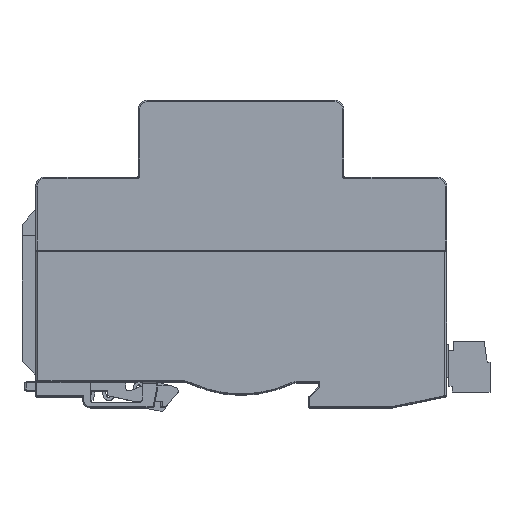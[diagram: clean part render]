
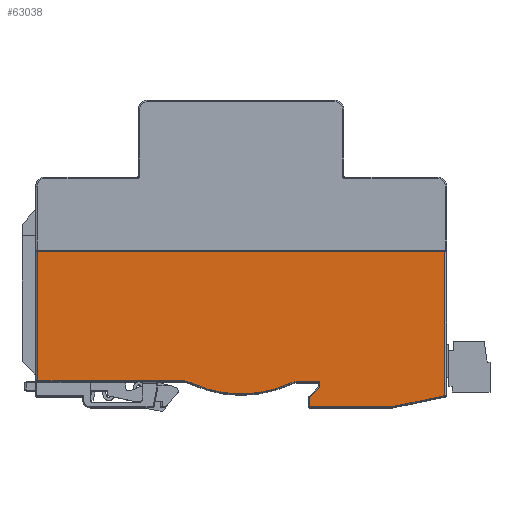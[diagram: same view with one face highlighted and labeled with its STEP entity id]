
A CAD part, top view. The second image highlights one B-rep face of the part: STEP entity #63038.
In plain terms, the highlighted planar face has unit normal (0, 0, 1).
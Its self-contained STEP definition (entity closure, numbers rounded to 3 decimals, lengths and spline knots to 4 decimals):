
#6649=LINE('',#106508,#13179);
#6650=LINE('',#106519,#13180);
#6651=LINE('',#106521,#13181);
#6652=LINE('',#106524,#13182);
#6653=LINE('',#106526,#13183);
#6654=LINE('',#106528,#13184);
#6655=LINE('',#106530,#13185);
#6656=LINE('',#106532,#13186);
#6657=LINE('',#106534,#13187);
#6658=LINE('',#106541,#13188);
#13179=VECTOR('',#81293,1.7779);
#13180=VECTOR('',#81306,0.1183);
#13181=VECTOR('',#81307,0.3128);
#13182=VECTOR('',#81310,0.1593);
#13183=VECTOR('',#81311,1.1768);
#13184=VECTOR('',#81312,3.16);
#13185=VECTOR('',#81313,8.9);
#13186=VECTOR('',#81314,2.83);
#13187=VECTOR('',#81315,3.1364);
#13188=VECTOR('',#81322,0.5159);
#18296=FACE_OUTER_BOUND('',#21797,.T.);
#21797=EDGE_LOOP('',(#53580,#53581,#53582,#53583,#53584,#53585,#53586,#53587,
#53588,#53589,#53590,#53591,#53592,#53593,#53594));
#23180=CIRCLE('',#67104,0.03);
#23183=CIRCLE('',#67108,0.03);
#23184=CIRCLE('',#67109,0.52);
#23185=CIRCLE('',#67110,2.6);
#23186=CIRCLE('',#67111,0.22);
#28686=VERTEX_POINT('',#106505);
#28687=VERTEX_POINT('',#106507);
#28688=VERTEX_POINT('',#106511);
#28690=VERTEX_POINT('',#106517);
#28691=VERTEX_POINT('',#106518);
#28692=VERTEX_POINT('',#106520);
#28693=VERTEX_POINT('',#106522);
#28694=VERTEX_POINT('',#106525);
#28695=VERTEX_POINT('',#106527);
#28696=VERTEX_POINT('',#106529);
#28697=VERTEX_POINT('',#106531);
#28698=VERTEX_POINT('',#106533);
#28699=VERTEX_POINT('',#106535);
#28700=VERTEX_POINT('',#106537);
#28701=VERTEX_POINT('',#106539);
#37094=EDGE_CURVE('',#28687,#28686,#6649,.T.);
#37096=EDGE_CURVE('',#28688,#28687,#23180,.T.);
#37099=EDGE_CURVE('',#28690,#28691,#6650,.T.);
#37100=EDGE_CURVE('',#28690,#28692,#6651,.T.);
#37101=EDGE_CURVE('',#28692,#28693,#23183,.T.);
#37102=EDGE_CURVE('',#28693,#28688,#6652,.T.);
#37103=EDGE_CURVE('',#28686,#28694,#6653,.T.);
#37104=EDGE_CURVE('',#28694,#28695,#6654,.T.);
#37105=EDGE_CURVE('',#28696,#28695,#6655,.T.);
#37106=EDGE_CURVE('',#28696,#28697,#6656,.T.);
#37107=EDGE_CURVE('',#28698,#28697,#6657,.T.);
#37108=EDGE_CURVE('',#28699,#28698,#23184,.T.);
#37109=EDGE_CURVE('',#28700,#28699,#23185,.T.);
#37110=EDGE_CURVE('',#28701,#28700,#23186,.T.);
#37111=EDGE_CURVE('',#28691,#28701,#6658,.T.);
#53580=ORIENTED_EDGE('',*,*,#37099,.F.);
#53581=ORIENTED_EDGE('',*,*,#37100,.T.);
#53582=ORIENTED_EDGE('',*,*,#37101,.T.);
#53583=ORIENTED_EDGE('',*,*,#37102,.T.);
#53584=ORIENTED_EDGE('',*,*,#37096,.T.);
#53585=ORIENTED_EDGE('',*,*,#37094,.T.);
#53586=ORIENTED_EDGE('',*,*,#37103,.T.);
#53587=ORIENTED_EDGE('',*,*,#37104,.T.);
#53588=ORIENTED_EDGE('',*,*,#37105,.F.);
#53589=ORIENTED_EDGE('',*,*,#37106,.T.);
#53590=ORIENTED_EDGE('',*,*,#37107,.F.);
#53591=ORIENTED_EDGE('',*,*,#37108,.F.);
#53592=ORIENTED_EDGE('',*,*,#37109,.F.);
#53593=ORIENTED_EDGE('',*,*,#37110,.F.);
#53594=ORIENTED_EDGE('',*,*,#37111,.F.);
#56806=PLANE('',#67107);
#63038=ADVANCED_FACE('',(#18296),#56806,.T.);
#67104=AXIS2_PLACEMENT_3D('',#106512,#81298,#81299);
#67107=AXIS2_PLACEMENT_3D('',#106516,#81304,#81305);
#67108=AXIS2_PLACEMENT_3D('',#106523,#81308,#81309);
#67109=AXIS2_PLACEMENT_3D('',#106536,#81316,#81317);
#67110=AXIS2_PLACEMENT_3D('',#106538,#81318,#81319);
#67111=AXIS2_PLACEMENT_3D('',#106540,#81320,#81321);
#81293=DIRECTION('',(1.,0.,0.));
#81298=DIRECTION('center_axis',(0.,0.,1.));
#81299=DIRECTION('ref_axis',(-1.,0.,0.));
#81304=DIRECTION('center_axis',(0.,0.,1.));
#81305=DIRECTION('ref_axis',(1.,0.,0.));
#81306=DIRECTION('',(0.,1.,0.));
#81307=DIRECTION('',(-0.707,-0.707,0.));
#81308=DIRECTION('center_axis',(0.,0.,1.));
#81309=DIRECTION('ref_axis',(-0.707,0.707,0.));
#81310=DIRECTION('',(0.,-1.,0.));
#81311=DIRECTION('',(0.979,0.204,0.));
#81312=DIRECTION('',(0.,1.,0.));
#81313=DIRECTION('',(1.,0.,0.));
#81314=DIRECTION('',(0.,-1.,0.));
#81315=DIRECTION('',(-1.,0.,0.));
#81316=DIRECTION('center_axis',(0.,0.,1.));
#81317=DIRECTION('ref_axis',(0.421,0.907,0.));
#81318=DIRECTION('center_axis',(0.,0.,-1.));
#81319=DIRECTION('ref_axis',(0.427,-0.904,0.));
#81320=DIRECTION('center_axis',(0.,0.,1.));
#81321=DIRECTION('ref_axis',(0.,1.,0.));
#81322=DIRECTION('',(-1.,0.,0.));
#106505=CARTESIAN_POINT('',(3.2979,-3.94,3.59));
#106507=CARTESIAN_POINT('',(1.52,-3.94,3.59));
#106508=CARTESIAN_POINT('',(1.52,-3.94,3.59));
#106511=CARTESIAN_POINT('',(1.49,-3.91,3.59));
#106512=CARTESIAN_POINT('Origin',(1.52,-3.91,3.59));
#106516=CARTESIAN_POINT('Origin',(0.,0.,3.59));
#106517=CARTESIAN_POINT('',(1.72,-3.5083,3.59));
#106518=CARTESIAN_POINT('',(1.72,-3.39,3.59));
#106519=CARTESIAN_POINT('',(1.72,-3.5083,3.59));
#106520=CARTESIAN_POINT('',(1.4988,-3.7295,3.59));
#106521=CARTESIAN_POINT('',(1.72,-3.5083,3.59));
#106522=CARTESIAN_POINT('',(1.49,-3.7507,3.59));
#106523=CARTESIAN_POINT('Origin',(1.52,-3.7507,3.59));
#106524=CARTESIAN_POINT('',(1.49,-3.7507,3.59));
#106525=CARTESIAN_POINT('',(4.45,-3.7,3.59));
#106526=CARTESIAN_POINT('',(3.2979,-3.94,3.59));
#106527=CARTESIAN_POINT('',(4.45,-0.54,3.59));
#106528=CARTESIAN_POINT('',(4.45,-3.7,3.59));
#106529=CARTESIAN_POINT('',(-4.45,-0.54,3.59));
#106530=CARTESIAN_POINT('',(-4.45,-0.54,3.59));
#106531=CARTESIAN_POINT('',(-4.45,-3.37,3.59));
#106532=CARTESIAN_POINT('',(-4.45,-0.54,3.59));
#106533=CARTESIAN_POINT('',(-1.3136,-3.37,3.59));
#106534=CARTESIAN_POINT('',(-1.3136,-3.37,3.59));
#106535=CARTESIAN_POINT('',(-1.0947,-3.4183,3.59));
#106536=CARTESIAN_POINT('Origin',(-1.3136,-3.89,3.59));
#106537=CARTESIAN_POINT('',(1.1102,-3.4111,3.59));
#106538=CARTESIAN_POINT('Origin',(0.,-1.06,3.59));
#106539=CARTESIAN_POINT('',(1.2041,-3.39,3.59));
#106540=CARTESIAN_POINT('Origin',(1.2041,-3.61,3.59));
#106541=CARTESIAN_POINT('',(1.72,-3.39,3.59));
